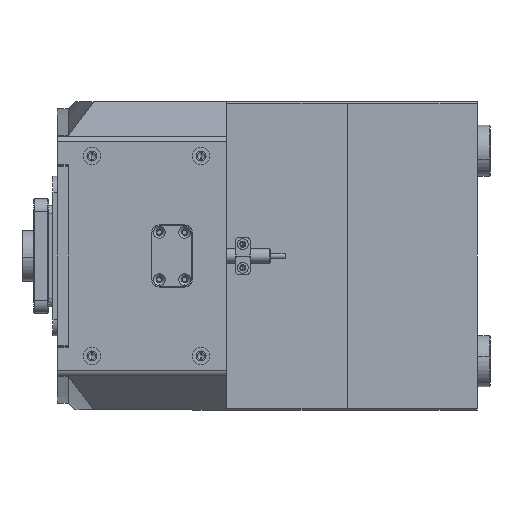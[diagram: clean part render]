
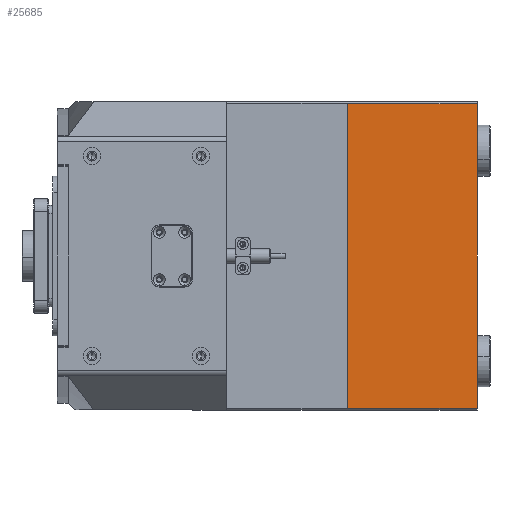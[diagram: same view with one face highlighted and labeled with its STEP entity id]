
A CAD part, left-side view. The second image highlights one B-rep face of the part: STEP entity #25685.
In plain terms, the highlighted planar face has unit normal (-1, 0, 0).
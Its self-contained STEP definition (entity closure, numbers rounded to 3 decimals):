
#1478 = EDGE_CURVE ( 'NONE', #2589, #15160, #31164, .T. ) ;
#2589 = VERTEX_POINT ( 'NONE', #19975 ) ;
#2607 = DIRECTION ( 'NONE',  ( 0., 1., 0. ) ) ;
#3052 = VECTOR ( 'NONE', #27347, 1000. ) ;
#3533 = VECTOR ( 'NONE', #29590, 1000. ) ;
#5103 = EDGE_CURVE ( 'NONE', #6744, #16808, #14404, .T. ) ;
#6744 = VERTEX_POINT ( 'NONE', #39358 ) ;
#7170 = VECTOR ( 'NONE', #2607, 1000. ) ;
#7524 = EDGE_LOOP ( 'NONE', ( #35652, #42427, #22891, #42872 ) ) ;
#8258 = AXIS2_PLACEMENT_3D ( 'NONE', #50490, #39072, #13375 ) ;
#13375 = DIRECTION ( 'NONE',  ( 0., 0., -1. ) ) ;
#14404 = LINE ( 'NONE', #33043, #3533 ) ;
#14775 = CARTESIAN_POINT ( 'NONE',  ( -145., 84.8, -71.5 ) ) ;
#15160 = VERTEX_POINT ( 'NONE', #49233 ) ;
#16134 = DIRECTION ( 'NONE',  ( 0., 1., 0. ) ) ;
#16808 = VERTEX_POINT ( 'NONE', #20357 ) ;
#17637 = PLANE ( 'NONE',  #8258 ) ;
#19975 = CARTESIAN_POINT ( 'NONE',  ( -145., -83.8, -71.5 ) ) ;
#20357 = CARTESIAN_POINT ( 'NONE',  ( -145., 83.8, -71.5 ) ) ;
#20774 = CARTESIAN_POINT ( 'NONE',  ( -145., 84.8, 0. ) ) ;
#22891 = ORIENTED_EDGE ( 'NONE', *, *, #46724, .F. ) ;
#25685 = ADVANCED_FACE ( 'NONE', ( #37927 ), #17637, .F. ) ;
#27347 = DIRECTION ( 'NONE',  ( 0., 0., 1. ) ) ;
#29590 = DIRECTION ( 'NONE',  ( 0., 0., -1. ) ) ;
#31164 = LINE ( 'NONE', #44154, #3052 ) ;
#33043 = CARTESIAN_POINT ( 'NONE',  ( -145., 83.8, -71.5 ) ) ;
#35652 = ORIENTED_EDGE ( 'NONE', *, *, #43665, .T. ) ;
#37927 = FACE_OUTER_BOUND ( 'NONE', #7524, .T. ) ;
#38466 = LINE ( 'NONE', #14775, #7170 ) ;
#39072 = DIRECTION ( 'NONE',  ( 1., 0., 0. ) ) ;
#39358 = CARTESIAN_POINT ( 'NONE',  ( -145., 83.8, 0. ) ) ;
#39436 = VECTOR ( 'NONE', #16134, 1000. ) ;
#42427 = ORIENTED_EDGE ( 'NONE', *, *, #5103, .T. ) ;
#42872 = ORIENTED_EDGE ( 'NONE', *, *, #1478, .T. ) ;
#43665 = EDGE_CURVE ( 'NONE', #15160, #6744, #50300, .T. ) ;
#44154 = CARTESIAN_POINT ( 'NONE',  ( -145., -83.8, -71.5 ) ) ;
#46724 = EDGE_CURVE ( 'NONE', #2589, #16808, #38466, .T. ) ;
#49233 = CARTESIAN_POINT ( 'NONE',  ( -145., -83.8, 0. ) ) ;
#50300 = LINE ( 'NONE', #20774, #39436 ) ;
#50490 = CARTESIAN_POINT ( 'NONE',  ( -145., 84.8, -71.5 ) ) ;
